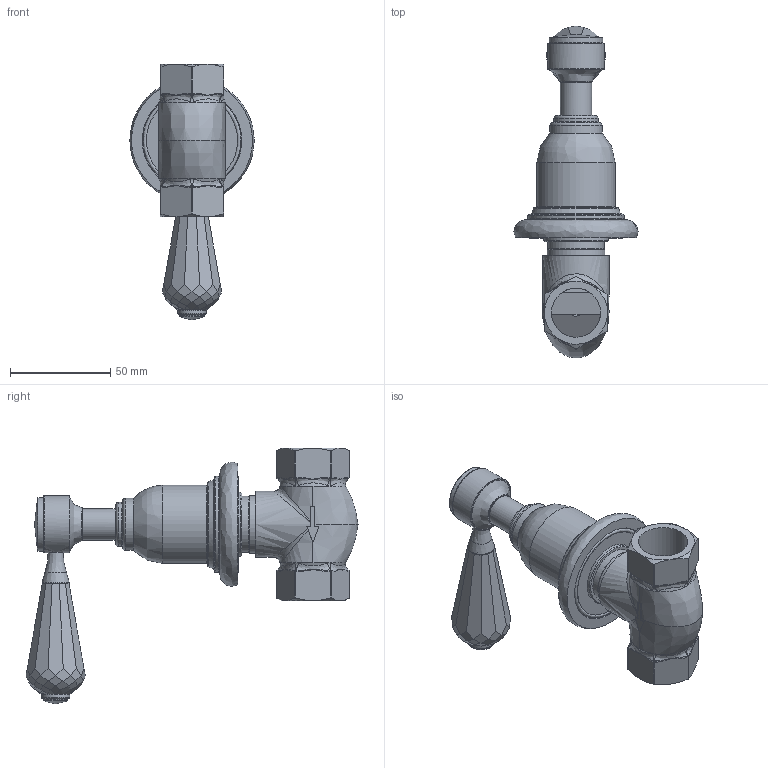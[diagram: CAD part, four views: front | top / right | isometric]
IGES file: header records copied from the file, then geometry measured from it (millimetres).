
Global section: file name: V207-T2SB T2SC; native system: Autodesk Inventor 2018; preprocessor: unknown; author: adaniels; date: 20171205.101916; units: millimetre
Bounding box: 62 x 165.73 x 127.72 mm (x, y, z)
Volume: 158842.9 mm3; surface area: 72387.8 mm2
Topology: 25 solids, 25 shells, 870 faces, 2279 edges, 1487 vertices
Faces by surface type: bspline 870
